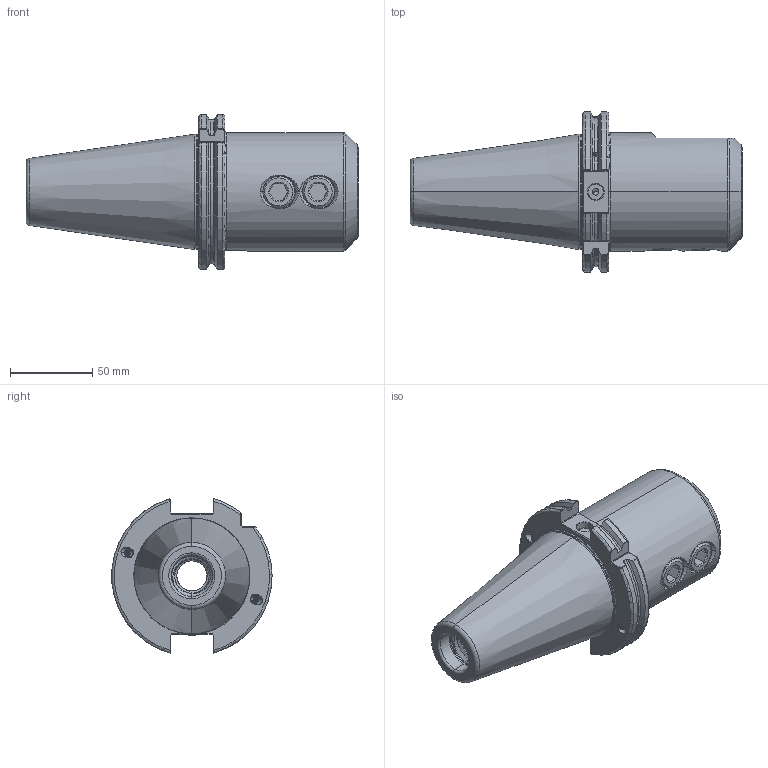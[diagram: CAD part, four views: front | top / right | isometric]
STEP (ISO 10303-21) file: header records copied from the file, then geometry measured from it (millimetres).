
FILE_DESCRIPTION (( 'STEP AP203' ), '1' );
FILE_NAME ('503.05.32.STEP', '2016-11-25T08:52:44', ( '' ), ( '' ), 'SwSTEP 2.0', 'SolidWorks 2012', '' );
FILE_SCHEMA (( 'CONFIG_CONTROL_DESIGN' ));
Length unit declared in the file: millimetre
Products named in the file (3): 503.05.32; 側固20_M20x2_20L
Assembly tree (3 placements, depth 2):
  503.05.32
    503.05.32
    側固20_M20x2_20L  x2
Bounding box: 201.75 x 97.34 x 93.92 mm (x, y, z)
Volume: 573563.5 mm3; surface area: 82196.3 mm2
Topology: 3 solids, 3 shells, 414 faces, 1127 edges, 710 vertices
Faces by surface type: cylinder 193, plane 81, cone 59, bspline 46, torus 35
Entity records: 35642 total; most frequent: CARTESIAN_POINT 27230, ORIENTED_EDGE 2022, DIRECTION 1337, EDGE_CURVE 1011, VERTEX_POINT 643, AXIS2_PLACEMENT_3D 509, EDGE_LOOP 388, ADVANCED_FACE 375
